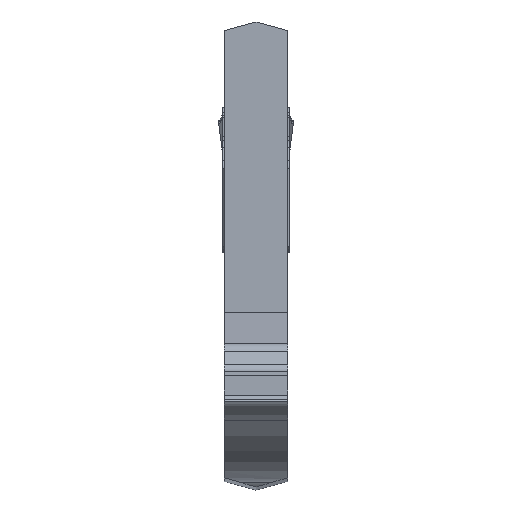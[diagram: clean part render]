
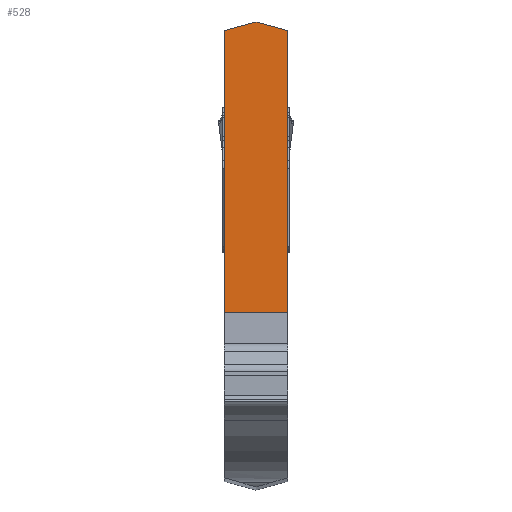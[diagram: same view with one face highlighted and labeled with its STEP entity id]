
A CAD part, top view. The second image highlights one B-rep face of the part: STEP entity #528.
In plain terms, the highlighted planar face has unit normal (0, 0, 1).
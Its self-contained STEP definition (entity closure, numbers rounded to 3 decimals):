
#528=ADVANCED_FACE('',(#691),#599,.T.);
#599=PLANE('',#2863);
#691=FACE_OUTER_BOUND('',#798,.T.);
#798=EDGE_LOOP('',(#1217,#1218,#1219,#1220,#1221));
#1217=ORIENTED_EDGE('',*,*,#1764,.F.);
#1218=ORIENTED_EDGE('',*,*,#1816,.F.);
#1219=ORIENTED_EDGE('',*,*,#1813,.T.);
#1220=ORIENTED_EDGE('',*,*,#1819,.F.);
#1221=ORIENTED_EDGE('',*,*,#1820,.T.);
#1519=VERTEX_POINT('',#4527);
#1520=VERTEX_POINT('',#4529);
#1564=VERTEX_POINT('',#4625);
#1565=VERTEX_POINT('',#4627);
#1567=VERTEX_POINT('',#4639);
#1764=EDGE_CURVE('',#1519,#1520,#2253,.T.);
#1813=EDGE_CURVE('',#1565,#1564,#2282,.T.);
#1816=EDGE_CURVE('',#1565,#1519,#2285,.T.);
#1819=EDGE_CURVE('',#1567,#1564,#2287,.T.);
#1820=EDGE_CURVE('',#1567,#1520,#2288,.T.);
#2253=LINE('',#4528,#2472);
#2282=LINE('',#4626,#2501);
#2285=LINE('',#4632,#2504);
#2287=LINE('',#4638,#2506);
#2288=LINE('',#4640,#2507);
#2472=VECTOR('',#3230,1.);
#2501=VECTOR('',#3307,1.);
#2504=VECTOR('',#3312,1.);
#2506=VECTOR('',#3322,1.);
#2507=VECTOR('',#3323,1.);
#2863=AXIS2_PLACEMENT_3D('',#4641,#3324,#3325);
#3230=DIRECTION('',(0.966,-0.259,0.));
#3307=DIRECTION('',(0.,-1.,0.));
#3312=DIRECTION('',(0.966,0.259,0.));
#3322=DIRECTION('',(-1.,0.,0.));
#3323=DIRECTION('',(0.,1.,0.));
#3324=DIRECTION('',(0.,0.,1.));
#3325=DIRECTION('',(0.,-1.,0.));
#4527=CARTESIAN_POINT('',(-2.125,31.43,0.));
#4528=CARTESIAN_POINT('',(-2.125,31.43,0.));
#4529=CARTESIAN_POINT('',(0.,30.861,0.));
#4625=CARTESIAN_POINT('',(-4.25,12.1,0.));
#4626=CARTESIAN_POINT('',(-4.25,30.861,0.));
#4627=CARTESIAN_POINT('',(-4.25,30.861,0.));
#4632=CARTESIAN_POINT('',(-4.25,30.861,0.));
#4638=CARTESIAN_POINT('',(0.,12.1,0.));
#4639=CARTESIAN_POINT('',(0.,12.1,0.));
#4640=CARTESIAN_POINT('',(0.,12.1,0.));
#4641=CARTESIAN_POINT('',(-2.125,21.765,0.));
